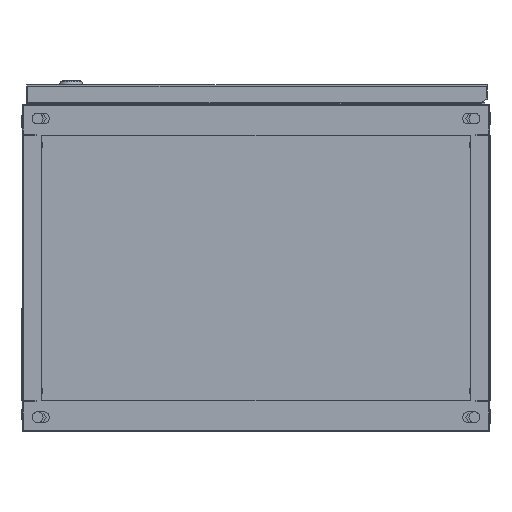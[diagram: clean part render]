
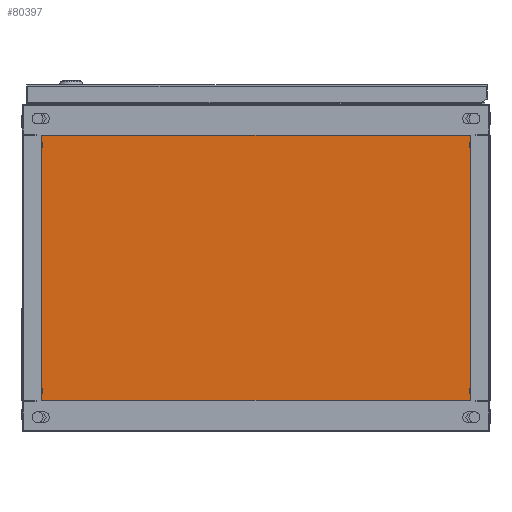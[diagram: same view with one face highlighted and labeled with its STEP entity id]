
A CAD part, front view. The second image highlights one B-rep face of the part: STEP entity #80397.
In plain terms, the highlighted planar face has unit normal (0, -1, 0).
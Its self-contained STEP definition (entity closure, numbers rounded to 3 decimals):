
#6929 = VERTEX_POINT ( 'NONE', #12791 ) ;
#6934 = CARTESIAN_POINT ( 'NONE',  ( 275., 1799., -170. ) ) ;
#7364 = CARTESIAN_POINT ( 'NONE',  ( -275., 1799., 170. ) ) ;
#12786 = DIRECTION ( 'NONE',  ( 0., 0., 1. ) ) ;
#12791 = CARTESIAN_POINT ( 'NONE',  ( -275., 1799., -170. ) ) ;
#14260 = VERTEX_POINT ( 'NONE', #27982 ) ;
#14706 = VECTOR ( 'NONE', #29990, 1000. ) ;
#15572 = AXIS2_PLACEMENT_3D ( 'NONE', #51972, #59839, #12786 ) ;
#21385 = ORIENTED_EDGE ( 'NONE', *, *, #33520, .F. ) ;
#23273 = DIRECTION ( 'NONE',  ( 1., 0., 0. ) ) ;
#24849 = ORIENTED_EDGE ( 'NONE', *, *, #34605, .F. ) ;
#24884 = DIRECTION ( 'NONE',  ( -1., 0., 0. ) ) ;
#27982 = CARTESIAN_POINT ( 'NONE',  ( 275., 1799., 170. ) ) ;
#29990 = DIRECTION ( 'NONE',  ( 0., 0., 1. ) ) ;
#33520 = EDGE_CURVE ( 'NONE', #6929, #68264, #56496, .T. ) ;
#33961 = EDGE_CURVE ( 'NONE', #68264, #14260, #98672, .T. ) ;
#34416 = EDGE_CURVE ( 'NONE', #14260, #86110, #40940, .T. ) ;
#34605 = EDGE_CURVE ( 'NONE', #86110, #6929, #60517, .T. ) ;
#39659 = VECTOR ( 'NONE', #24884, 1000. ) ;
#40940 = LINE ( 'NONE', #6934, #43400 ) ;
#43400 = VECTOR ( 'NONE', #61975, 1000. ) ;
#51972 = CARTESIAN_POINT ( 'NONE',  ( 0., 1799., 0. ) ) ;
#55498 = EDGE_LOOP ( 'NONE', ( #21385, #24849, #73231, #87418 ) ) ;
#56222 = CARTESIAN_POINT ( 'NONE',  ( -275., 1799., 170. ) ) ;
#56496 = LINE ( 'NONE', #100602, #14706 ) ;
#59839 = DIRECTION ( 'NONE',  ( 0., 1., 0. ) ) ;
#60517 = LINE ( 'NONE', #64008, #39659 ) ;
#61975 = DIRECTION ( 'NONE',  ( 0., 0., -1. ) ) ;
#64008 = CARTESIAN_POINT ( 'NONE',  ( -275., 1799., -170. ) ) ;
#68264 = VERTEX_POINT ( 'NONE', #56222 ) ;
#73231 = ORIENTED_EDGE ( 'NONE', *, *, #34416, .F. ) ;
#80397 = ADVANCED_FACE ( 'NONE', ( #100631 ), #98888, .F. ) ;
#82711 = VECTOR ( 'NONE', #23273, 1000. ) ;
#86110 = VERTEX_POINT ( 'NONE', #91951 ) ;
#87418 = ORIENTED_EDGE ( 'NONE', *, *, #33961, .F. ) ;
#91951 = CARTESIAN_POINT ( 'NONE',  ( 275., 1799., -170. ) ) ;
#98672 = LINE ( 'NONE', #7364, #82711 ) ;
#98888 = PLANE ( 'NONE',  #15572 ) ;
#100602 = CARTESIAN_POINT ( 'NONE',  ( -275., 1799., -170. ) ) ;
#100631 = FACE_OUTER_BOUND ( 'NONE', #55498, .T. ) ;
